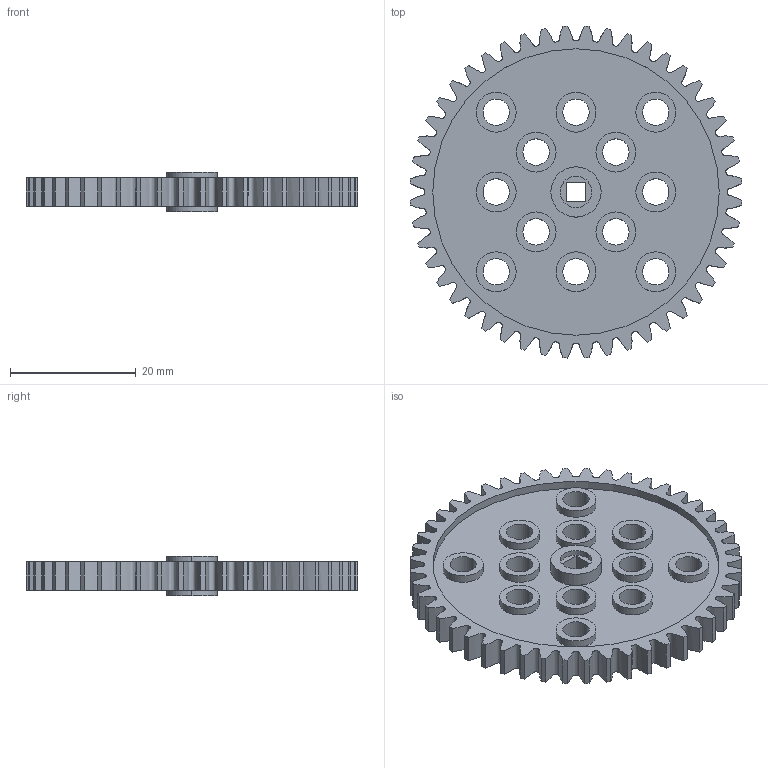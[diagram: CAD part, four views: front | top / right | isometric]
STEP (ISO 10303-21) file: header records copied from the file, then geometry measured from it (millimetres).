
FILE_DESCRIPTION (( 'STEP AP203' ), '1' );
FILE_NAME ('228-2500-228.STEP', '2015-04-27T19:31:13', ( '' ), ( '' ), 'SwSTEP 2.0', 'SolidWorks 2014', '' );
FILE_SCHEMA (( 'CONFIG_CONTROL_DESIGN' ));
Length unit declared in the file: millimetre
Products named in the file (1): 228-2500-228
Bounding box: 52.85 x 52.85 x 6.35 mm (x, y, z)
Volume: 5256.3 mm3; surface area: 6993.6 mm2
Topology: 1 solids, 1 shells, 216 faces, 552 edges, 368 vertices
Faces by surface type: cylinder 132, bspline 48, plane 36
Entity records: 19173 total; most frequent: CARTESIAN_POINT 13857, ORIENTED_EDGE 1104, DIRECTION 1058, EDGE_CURVE 552, AXIS2_PLACEMENT_3D 433, VERTEX_POINT 368, EDGE_LOOP 272, CIRCLE 264
